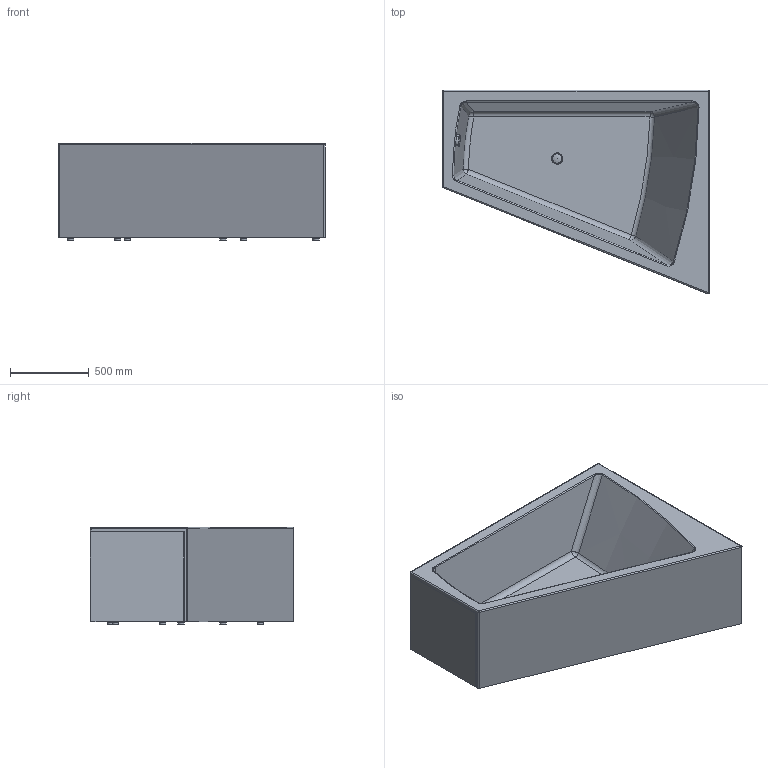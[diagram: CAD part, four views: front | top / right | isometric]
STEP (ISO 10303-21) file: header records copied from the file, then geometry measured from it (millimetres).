
FILE_DESCRIPTION((''),'2;1');
FILE_NAME('700267.stp','2011-05-29T22:19:20',('Administrator'),(''),'Autodesk Inventor 2011','Autodesk Inventor 2011','');
FILE_SCHEMA(('AUTOMOTIVE_DESIGN { 1 0 10303 214 1 1 1 1 }'));
Length unit declared in the file: millimetre
Products named in the file (20): 700267; Part12; Alu-Schiene; Einbauwanne neu 05.05; Stellfuss 130; Connecting bar small; 405 mit Magnet; Strebe 405 ohne Magnete; 1220; 310; 930; 551; 430; Product7; Magnet mir Kugelkopf; Winkel 70x70x32; Copy (2) of Part2; Kelch; Stopfen; Drehgriff-eoos
Assembly tree (35 placements, depth 3):
  700267
    Part12
    Alu-Schiene
    Einbauwanne neu 05.05
    Stellfuss 130  x8
    Connecting bar small  x3
    405 mit Magnet  x2
    Strebe 405 ohne Magnete  x3
    1220
    310  x2
    930
    551
    430  x3
    Product7  x2
      Magnet mir Kugelkopf
      Winkel 70x70x32
    Copy (2) of Part2
    Kelch
    Stopfen
    Drehgriff-eoos
Bounding box: 1700 x 1296.65 x 618 mm (x, y, z)
Volume: 60781131.6 mm3; surface area: 10865478.3 mm2
Topology: 52 solids, 60 shells, 2190 faces, 5420 edges, 3520 vertices
Faces by surface type: plane 1398, cylinder 653, bspline 86, cone 31, sphere 12, torus 10
Full cylindrical faces by diameter (mm): 6 x22, 6.647 x2, 8 x67, 8.3 x8, 8.5 x8, 9.2 x1, 10 x8, 10.5 x2, 11 x24, 12 x13, 13 x9, 14.5 x2, 16 x15, 19 x8, 20 x10, 21 x2, 22 x4, 25 x10, 30 x8, 35 x8, 36 x8, 40 x8, 42 x1, 44 x7, 45 x6, 49 x2, 50 x4, 52 x2, 60 x1, 320 x1
Entity records: 45081 total; most frequent: CARTESIAN_POINT 12498, DIRECTION 6630, ORIENTED_EDGE 6428, EDGE_CURVE 3214, AXIS2_PLACEMENT_3D 2245, VERTEX_POINT 2155, VECTOR 2140, LINE 2140
